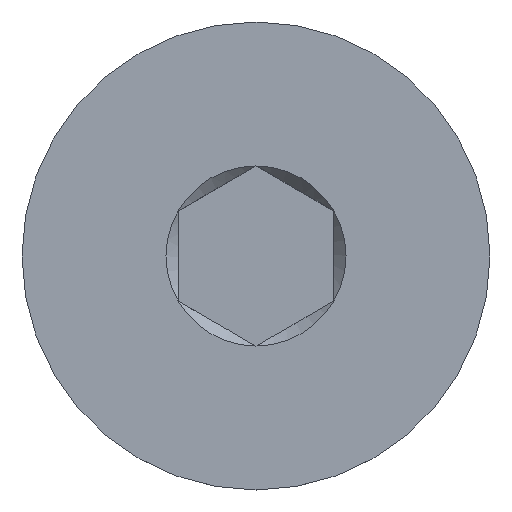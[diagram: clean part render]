
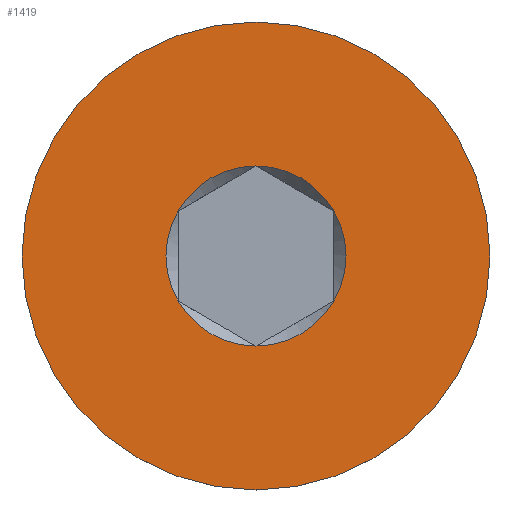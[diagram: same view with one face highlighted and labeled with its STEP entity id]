
A CAD part, top view. The second image highlights one B-rep face of the part: STEP entity #1419.
In plain terms, the highlighted planar face has unit normal (0, 0, 1).
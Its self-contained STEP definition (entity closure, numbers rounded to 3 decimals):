
#17=FACE_BOUND('',#244,.T.);
#18=PLANE('',#1532);
#163=FACE_OUTER_BOUND('',#243,.T.);
#243=EDGE_LOOP('',(#1114,#1115));
#244=EDGE_LOOP('',(#1116,#1117,#1118,#1119,#1120,#1121));
#268=CIRCLE('',#1523,1.155);
#269=CIRCLE('',#1525,3.);
#270=CIRCLE('',#1526,3.);
#275=CIRCLE('',#1533,1.155);
#276=CIRCLE('',#1534,1.155);
#277=CIRCLE('',#1535,1.155);
#278=CIRCLE('',#1536,1.155);
#279=CIRCLE('',#1537,1.155);
#613=VERTEX_POINT('',#7944);
#614=VERTEX_POINT('',#7945);
#615=VERTEX_POINT('',#7951);
#616=VERTEX_POINT('',#7952);
#622=VERTEX_POINT('',#8006);
#623=VERTEX_POINT('',#8008);
#624=VERTEX_POINT('',#8010);
#625=VERTEX_POINT('',#8012);
#817=EDGE_CURVE('',#613,#614,#268,.T.);
#818=EDGE_CURVE('',#615,#616,#269,.T.);
#819=EDGE_CURVE('',#616,#615,#270,.T.);
#828=EDGE_CURVE('',#614,#622,#275,.T.);
#829=EDGE_CURVE('',#622,#623,#276,.T.);
#830=EDGE_CURVE('',#623,#624,#277,.T.);
#831=EDGE_CURVE('',#624,#625,#278,.T.);
#832=EDGE_CURVE('',#625,#613,#279,.T.);
#1114=ORIENTED_EDGE('',*,*,#818,.T.);
#1115=ORIENTED_EDGE('',*,*,#819,.T.);
#1116=ORIENTED_EDGE('',*,*,#828,.T.);
#1117=ORIENTED_EDGE('',*,*,#829,.T.);
#1118=ORIENTED_EDGE('',*,*,#830,.T.);
#1119=ORIENTED_EDGE('',*,*,#831,.T.);
#1120=ORIENTED_EDGE('',*,*,#832,.T.);
#1121=ORIENTED_EDGE('',*,*,#817,.T.);
#1419=ADVANCED_FACE('',(#163,#17),#18,.F.);
#1523=AXIS2_PLACEMENT_3D('',#7949,#1746,#1747);
#1525=AXIS2_PLACEMENT_3D('',#7953,#1750,#1751);
#1526=AXIS2_PLACEMENT_3D('',#7954,#1752,#1753);
#1532=AXIS2_PLACEMENT_3D('',#8005,#1766,#1767);
#1533=AXIS2_PLACEMENT_3D('',#8007,#1768,#1769);
#1534=AXIS2_PLACEMENT_3D('',#8009,#1770,#1771);
#1535=AXIS2_PLACEMENT_3D('',#8011,#1772,#1773);
#1536=AXIS2_PLACEMENT_3D('',#8013,#1774,#1775);
#1537=AXIS2_PLACEMENT_3D('',#8014,#1776,#1777);
#1746=DIRECTION('center_axis',(0.,0.,-1.));
#1747=DIRECTION('ref_axis',(-1.,0.,0.));
#1750=DIRECTION('center_axis',(0.,0.,1.));
#1751=DIRECTION('ref_axis',(0.,-1.,0.));
#1752=DIRECTION('center_axis',(0.,0.,1.));
#1753=DIRECTION('ref_axis',(0.,-1.,0.));
#1766=DIRECTION('center_axis',(0.,0.,-1.));
#1767=DIRECTION('ref_axis',(0.,1.,0.));
#1768=DIRECTION('center_axis',(0.,0.,-1.));
#1769=DIRECTION('ref_axis',(-1.,0.,0.));
#1770=DIRECTION('center_axis',(0.,0.,-1.));
#1771=DIRECTION('ref_axis',(-1.,0.,0.));
#1772=DIRECTION('center_axis',(0.,0.,-1.));
#1773=DIRECTION('ref_axis',(-1.,0.,0.));
#1774=DIRECTION('center_axis',(0.,0.,-1.));
#1775=DIRECTION('ref_axis',(-1.,0.,0.));
#1776=DIRECTION('center_axis',(0.,0.,-1.));
#1777=DIRECTION('ref_axis',(-1.,0.,0.));
#7944=CARTESIAN_POINT('',(-1.,-0.577,8.));
#7945=CARTESIAN_POINT('',(-1.,0.577,8.));
#7949=CARTESIAN_POINT('Origin',(0.,0.,8.));
#7951=CARTESIAN_POINT('',(0.,-3.,8.));
#7952=CARTESIAN_POINT('',(0.,3.,8.));
#7953=CARTESIAN_POINT('Origin',(0.,0.,8.));
#7954=CARTESIAN_POINT('Origin',(0.,0.,8.));
#8005=CARTESIAN_POINT('Origin',(0.,0.,
8.));
#8006=CARTESIAN_POINT('',(0.,1.155,8.));
#8007=CARTESIAN_POINT('Origin',(0.,0.,8.));
#8008=CARTESIAN_POINT('',(1.,0.577,8.));
#8009=CARTESIAN_POINT('Origin',(0.,0.,8.));
#8010=CARTESIAN_POINT('',(1.,-0.577,8.));
#8011=CARTESIAN_POINT('Origin',(0.,0.,8.));
#8012=CARTESIAN_POINT('',(0.,-1.155,8.));
#8013=CARTESIAN_POINT('Origin',(0.,0.,8.));
#8014=CARTESIAN_POINT('Origin',(0.,0.,8.));
